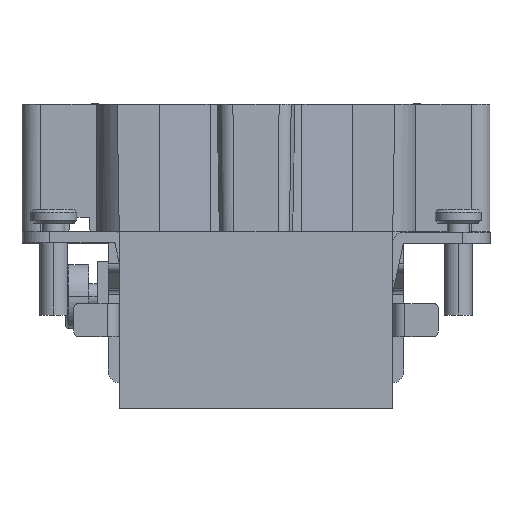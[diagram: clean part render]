
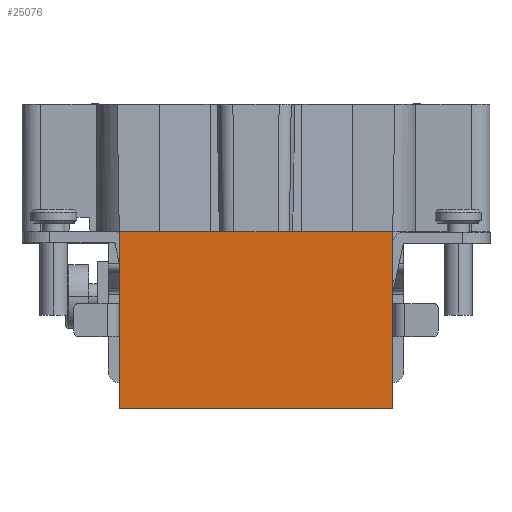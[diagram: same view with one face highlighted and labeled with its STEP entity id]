
A CAD part, left-side view. The second image highlights one B-rep face of the part: STEP entity #25076.
In plain terms, the highlighted planar face has unit normal (-1, 0, 0).
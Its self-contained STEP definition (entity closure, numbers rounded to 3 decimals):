
#392=DIRECTION('',(0.,-1.,0.));
#393=VECTOR('',#392,29.7);
#394=CARTESIAN_POINT('',(-16.95,14.85,0.));
#395=LINE('',#394,#393);
#5716=DIRECTION('',(0.,0.,-1.));
#5717=VECTOR('',#5716,19.2);
#5718=CARTESIAN_POINT('',(-16.95,-14.85,0.));
#5719=LINE('',#5718,#5717);
#6051=DIRECTION('',(0.,1.,0.));
#6052=VECTOR('',#6051,29.7);
#6053=CARTESIAN_POINT('',(-16.95,-14.85,-19.2));
#6054=LINE('',#6053,#6052);
#6947=DIRECTION('',(0.,0.,-1.));
#6948=VECTOR('',#6947,19.2);
#6949=CARTESIAN_POINT('',(-16.95,14.85,0.));
#6950=LINE('',#6949,#6948);
#13599=CARTESIAN_POINT('',(-16.95,14.85,0.));
#13600=CARTESIAN_POINT('',(-16.95,-14.85,0.));
#13601=VERTEX_POINT('',#13599);
#13602=VERTEX_POINT('',#13600);
#13631=CARTESIAN_POINT('',(-16.95,-14.85,-19.2));
#13632=VERTEX_POINT('',#13631);
#13633=CARTESIAN_POINT('',(-16.95,14.85,-19.2));
#13634=VERTEX_POINT('',#13633);
#25065=CARTESIAN_POINT('',(-16.95,13.86,0.));
#25066=DIRECTION('',(1.,0.,0.));
#25067=DIRECTION('',(0.,-1.,0.));
#25068=AXIS2_PLACEMENT_3D('',#25065,#25066,#25067);
#25069=PLANE('',#25068);
#25070=ORIENTED_EDGE('',*,*,#17446,.T.);
#25071=ORIENTED_EDGE('',*,*,#24142,.T.);
#25072=ORIENTED_EDGE('',*,*,#24582,.T.);
#25073=ORIENTED_EDGE('',*,*,#17901,.F.);
#25074=EDGE_LOOP('',(#25070,#25071,#25072,#25073));
#25075=FACE_OUTER_BOUND('',#25074,.F.);
#25076=ADVANCED_FACE('',(#25075),#25069,.F.);
#17446=EDGE_CURVE('',#13601,#13602,#395,.T.);
#17901=EDGE_CURVE('',#13601,#13634,#6950,.T.);
#24142=EDGE_CURVE('',#13602,#13632,#5719,.T.);
#24582=EDGE_CURVE('',#13632,#13634,#6054,.T.);
